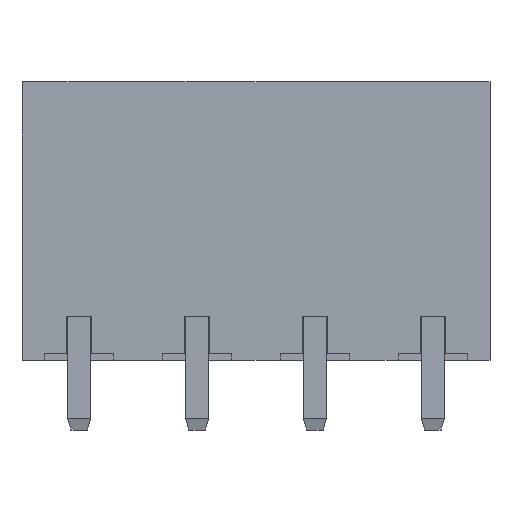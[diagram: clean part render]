
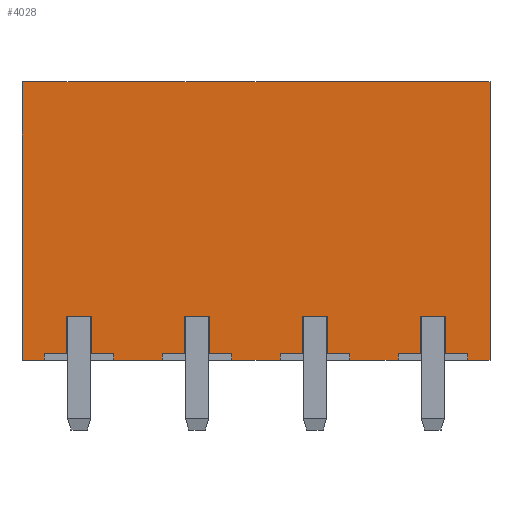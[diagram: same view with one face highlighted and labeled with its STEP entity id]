
A CAD part, front view. The second image highlights one B-rep face of the part: STEP entity #4028.
In plain terms, the highlighted planar face has unit normal (0, -1, 0).
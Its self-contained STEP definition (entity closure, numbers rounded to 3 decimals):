
#238=FACE_OUTER_BOUND('',#462,.T.);
#462=EDGE_LOOP('',(#3192,#3193,#3194,#3195,#3196,#3197,#3198,#3199,#3200,
#3201,#3202,#3203,#3204,#3205,#3206,#3207,#3208,#3209,#3210,#3211,#3212,
#3213,#3214,#3215,#3216,#3217,#3218,#3219,#3220,#3221,#3222,#3223,#3224,
#3225,#3226,#3227));
#652=LINE('',#5703,#1172);
#658=LINE('',#5715,#1178);
#661=LINE('',#5720,#1181);
#667=LINE('',#5734,#1187);
#675=LINE('',#5749,#1195);
#676=LINE('',#5751,#1196);
#692=LINE('',#5785,#1212);
#700=LINE('',#5800,#1220);
#701=LINE('',#5802,#1221);
#702=LINE('',#5803,#1222);
#706=LINE('',#5812,#1226);
#708=LINE('',#5818,#1228);
#713=LINE('',#5826,#1233);
#714=LINE('',#5827,#1234);
#743=LINE('',#5889,#1263);
#850=LINE('',#6157,#1370);
#852=LINE('',#6163,#1372);
#857=LINE('',#6171,#1377);
#865=LINE('',#6188,#1385);
#870=LINE('',#6199,#1390);
#872=LINE('',#6202,#1392);
#887=LINE('',#6233,#1407);
#888=LINE('',#6235,#1408);
#889=LINE('',#6237,#1409);
#890=LINE('',#6239,#1410);
#891=LINE('',#6240,#1411);
#892=LINE('',#6241,#1412);
#893=LINE('',#6242,#1413);
#894=LINE('',#6244,#1414);
#895=LINE('',#6246,#1415);
#896=LINE('',#6247,#1416);
#897=LINE('',#6249,#1417);
#898=LINE('',#6251,#1418);
#899=LINE('',#6253,#1419);
#900=LINE('',#6255,#1420);
#901=LINE('',#6256,#1421);
#1172=VECTOR('',#4624,10.);
#1178=VECTOR('',#4632,10.);
#1181=VECTOR('',#4639,10.);
#1187=VECTOR('',#4647,10.);
#1195=VECTOR('',#4659,10.);
#1196=VECTOR('',#4662,10.);
#1212=VECTOR('',#4688,10.);
#1220=VECTOR('',#4700,10.);
#1221=VECTOR('',#4703,10.);
#1222=VECTOR('',#4704,10.);
#1226=VECTOR('',#4710,10.);
#1228=VECTOR('',#4714,10.);
#1233=VECTOR('',#4723,10.);
#1234=VECTOR('',#4724,10.);
#1263=VECTOR('',#4771,10.);
#1370=VECTOR('',#5028,10.);
#1372=VECTOR('',#5032,10.);
#1377=VECTOR('',#5041,10.);
#1385=VECTOR('',#5051,10.);
#1390=VECTOR('',#5060,10.);
#1392=VECTOR('',#5064,10.);
#1407=VECTOR('',#5089,10.);
#1408=VECTOR('',#5090,10.);
#1409=VECTOR('',#5091,10.);
#1410=VECTOR('',#5092,10.);
#1411=VECTOR('',#5093,10.);
#1412=VECTOR('',#5094,10.);
#1413=VECTOR('',#5095,10.);
#1414=VECTOR('',#5096,10.);
#1415=VECTOR('',#5097,10.);
#1416=VECTOR('',#5098,10.);
#1417=VECTOR('',#5099,10.);
#1418=VECTOR('',#5100,10.);
#1419=VECTOR('',#5101,10.);
#1420=VECTOR('',#5102,10.);
#1421=VECTOR('',#5103,10.);
#1644=VERTEX_POINT('',#5700);
#1645=VERTEX_POINT('',#5702);
#1647=VERTEX_POINT('',#5708);
#1650=VERTEX_POINT('',#5713);
#1656=VERTEX_POINT('',#5731);
#1657=VERTEX_POINT('',#5733);
#1661=VERTEX_POINT('',#5745);
#1662=VERTEX_POINT('',#5747);
#1674=VERTEX_POINT('',#5782);
#1675=VERTEX_POINT('',#5784);
#1679=VERTEX_POINT('',#5796);
#1680=VERTEX_POINT('',#5798);
#1681=VERTEX_POINT('',#5805);
#1684=VERTEX_POINT('',#5810);
#1686=VERTEX_POINT('',#5815);
#1687=VERTEX_POINT('',#5817);
#1711=VERTEX_POINT('',#5886);
#1712=VERTEX_POINT('',#5888);
#1796=VERTEX_POINT('',#6151);
#1798=VERTEX_POINT('',#6155);
#1799=VERTEX_POINT('',#6159);
#1801=VERTEX_POINT('',#6162);
#1808=VERTEX_POINT('',#6182);
#1810=VERTEX_POINT('',#6186);
#1813=VERTEX_POINT('',#6196);
#1814=VERTEX_POINT('',#6198);
#1825=VERTEX_POINT('',#6232);
#1826=VERTEX_POINT('',#6234);
#1827=VERTEX_POINT('',#6236);
#1828=VERTEX_POINT('',#6238);
#1829=VERTEX_POINT('',#6243);
#1830=VERTEX_POINT('',#6245);
#1831=VERTEX_POINT('',#6248);
#1832=VERTEX_POINT('',#6250);
#1833=VERTEX_POINT('',#6252);
#1834=VERTEX_POINT('',#6254);
#2060=EDGE_CURVE('',#1645,#1644,#652,.T.);
#2066=EDGE_CURVE('',#1647,#1650,#658,.T.);
#2069=EDGE_CURVE('',#1650,#1645,#661,.T.);
#2075=EDGE_CURVE('',#1657,#1656,#667,.T.);
#2083=EDGE_CURVE('',#1661,#1662,#675,.T.);
#2084=EDGE_CURVE('',#1662,#1657,#676,.T.);
#2100=EDGE_CURVE('',#1675,#1674,#692,.T.);
#2108=EDGE_CURVE('',#1679,#1680,#700,.T.);
#2109=EDGE_CURVE('',#1644,#1679,#701,.T.);
#2110=EDGE_CURVE('',#1674,#1647,#702,.T.);
#2114=EDGE_CURVE('',#1681,#1684,#706,.T.);
#2116=EDGE_CURVE('',#1687,#1686,#708,.T.);
#2121=EDGE_CURVE('',#1686,#1661,#713,.T.);
#2122=EDGE_CURVE('',#1656,#1681,#714,.T.);
#2151=EDGE_CURVE('',#1711,#1712,#743,.T.);
#2286=EDGE_CURVE('',#1798,#1796,#850,.T.);
#2288=EDGE_CURVE('',#1799,#1801,#852,.T.);
#2293=EDGE_CURVE('',#1801,#1798,#857,.T.);
#2301=EDGE_CURVE('',#1810,#1808,#865,.T.);
#2306=EDGE_CURVE('',#1813,#1814,#870,.T.);
#2308=EDGE_CURVE('',#1814,#1810,#872,.T.);
#2323=EDGE_CURVE('',#1825,#1799,#887,.T.);
#2324=EDGE_CURVE('',#1826,#1825,#888,.T.);
#2325=EDGE_CURVE('',#1826,#1827,#889,.T.);
#2326=EDGE_CURVE('',#1827,#1828,#890,.T.);
#2327=EDGE_CURVE('',#1828,#1712,#891,.T.);
#2328=EDGE_CURVE('',#1675,#1711,#892,.T.);
#2329=EDGE_CURVE('',#1687,#1680,#893,.T.);
#2330=EDGE_CURVE('',#1829,#1684,#894,.T.);
#2331=EDGE_CURVE('',#1830,#1829,#895,.T.);
#2332=EDGE_CURVE('',#1808,#1830,#896,.T.);
#2333=EDGE_CURVE('',#1831,#1813,#897,.T.);
#2334=EDGE_CURVE('',#1832,#1831,#898,.T.);
#2335=EDGE_CURVE('',#1832,#1833,#899,.T.);
#2336=EDGE_CURVE('',#1834,#1833,#900,.T.);
#2337=EDGE_CURVE('',#1796,#1834,#901,.T.);
#3192=ORIENTED_EDGE('',*,*,#2288,.F.);
#3193=ORIENTED_EDGE('',*,*,#2323,.F.);
#3194=ORIENTED_EDGE('',*,*,#2324,.F.);
#3195=ORIENTED_EDGE('',*,*,#2325,.T.);
#3196=ORIENTED_EDGE('',*,*,#2326,.T.);
#3197=ORIENTED_EDGE('',*,*,#2327,.T.);
#3198=ORIENTED_EDGE('',*,*,#2151,.F.);
#3199=ORIENTED_EDGE('',*,*,#2328,.F.);
#3200=ORIENTED_EDGE('',*,*,#2100,.T.);
#3201=ORIENTED_EDGE('',*,*,#2110,.T.);
#3202=ORIENTED_EDGE('',*,*,#2066,.T.);
#3203=ORIENTED_EDGE('',*,*,#2069,.T.);
#3204=ORIENTED_EDGE('',*,*,#2060,.T.);
#3205=ORIENTED_EDGE('',*,*,#2109,.T.);
#3206=ORIENTED_EDGE('',*,*,#2108,.T.);
#3207=ORIENTED_EDGE('',*,*,#2329,.F.);
#3208=ORIENTED_EDGE('',*,*,#2116,.T.);
#3209=ORIENTED_EDGE('',*,*,#2121,.T.);
#3210=ORIENTED_EDGE('',*,*,#2083,.T.);
#3211=ORIENTED_EDGE('',*,*,#2084,.T.);
#3212=ORIENTED_EDGE('',*,*,#2075,.T.);
#3213=ORIENTED_EDGE('',*,*,#2122,.T.);
#3214=ORIENTED_EDGE('',*,*,#2114,.T.);
#3215=ORIENTED_EDGE('',*,*,#2330,.F.);
#3216=ORIENTED_EDGE('',*,*,#2331,.F.);
#3217=ORIENTED_EDGE('',*,*,#2332,.F.);
#3218=ORIENTED_EDGE('',*,*,#2301,.F.);
#3219=ORIENTED_EDGE('',*,*,#2308,.F.);
#3220=ORIENTED_EDGE('',*,*,#2306,.F.);
#3221=ORIENTED_EDGE('',*,*,#2333,.F.);
#3222=ORIENTED_EDGE('',*,*,#2334,.F.);
#3223=ORIENTED_EDGE('',*,*,#2335,.T.);
#3224=ORIENTED_EDGE('',*,*,#2336,.F.);
#3225=ORIENTED_EDGE('',*,*,#2337,.F.);
#3226=ORIENTED_EDGE('',*,*,#2286,.F.);
#3227=ORIENTED_EDGE('',*,*,#2293,.F.);
#3814=PLANE('',#4292);
#4028=ADVANCED_FACE('',(#238),#3814,.F.);
#4292=AXIS2_PLACEMENT_3D('',#6231,#5087,#5088);
#4624=DIRECTION('',(0.,0.,-1.));
#4632=DIRECTION('',(0.,0.,1.));
#4639=DIRECTION('',(1.,0.,0.));
#4647=DIRECTION('',(0.,0.,-1.));
#4659=DIRECTION('',(0.,0.,1.));
#4662=DIRECTION('',(1.,0.,0.));
#4688=DIRECTION('',(0.,0.,1.));
#4700=DIRECTION('',(0.,0.,-1.));
#4703=DIRECTION('',(1.,0.,0.));
#4704=DIRECTION('',(1.,0.,0.));
#4710=DIRECTION('',(0.,0.,-1.));
#4714=DIRECTION('',(0.,0.,1.));
#4723=DIRECTION('',(1.,0.,0.));
#4724=DIRECTION('',(1.,0.,0.));
#4771=DIRECTION('',(0.,0.,1.));
#5028=DIRECTION('',(0.,0.,-1.));
#5032=DIRECTION('',(0.,0.,1.));
#5041=DIRECTION('',(-1.,0.,0.));
#5051=DIRECTION('',(0.,0.,-1.));
#5060=DIRECTION('',(0.,0.,1.));
#5064=DIRECTION('',(-1.,0.,0.));
#5087=DIRECTION('center_axis',(0.,1.,0.));
#5088=DIRECTION('ref_axis',(1.,0.,0.));
#5089=DIRECTION('',(-1.,0.,0.));
#5090=DIRECTION('',(0.,0.,1.));
#5091=DIRECTION('',(1.,0.,0.));
#5092=DIRECTION('',(0.,0.,1.));
#5093=DIRECTION('',(-1.,0.,0.));
#5094=DIRECTION('',(-1.,0.,0.));
#5095=DIRECTION('',(-1.,0.,0.));
#5096=DIRECTION('',(-1.,0.,0.));
#5097=DIRECTION('',(0.,0.,-1.));
#5098=DIRECTION('',(-1.,0.,0.));
#5099=DIRECTION('',(-1.,0.,0.));
#5100=DIRECTION('',(0.,0.,1.));
#5101=DIRECTION('',(1.,0.,0.));
#5102=DIRECTION('',(0.,0.,-1.));
#5103=DIRECTION('',(-1.,0.,0.));
#5700=CARTESIAN_POINT('',(3.01,10.,-0.7));
#5702=CARTESIAN_POINT('',(3.01,10.,0.9));
#5703=CARTESIAN_POINT('',(3.01,10.,-0.5));
#5708=CARTESIAN_POINT('',(1.91,10.,-0.7));
#5713=CARTESIAN_POINT('',(1.91,10.,0.9));
#5715=CARTESIAN_POINT('',(1.91,10.,-0.5));
#5720=CARTESIAN_POINT('',(7.5,10.,0.9));
#5731=CARTESIAN_POINT('',(8.09,10.,-0.7));
#5733=CARTESIAN_POINT('',(8.09,10.,0.9));
#5734=CARTESIAN_POINT('',(8.09,10.,-0.5));
#5745=CARTESIAN_POINT('',(6.99,10.,-0.7));
#5747=CARTESIAN_POINT('',(6.99,10.,0.9));
#5749=CARTESIAN_POINT('',(6.99,10.,-0.5));
#5751=CARTESIAN_POINT('',(7.5,10.,0.9));
#5782=CARTESIAN_POINT('',(0.96,10.,-0.7));
#5784=CARTESIAN_POINT('',(0.96,10.,-1.));
#5785=CARTESIAN_POINT('',(0.96,10.,-0.5));
#5796=CARTESIAN_POINT('',(3.96,10.,-0.7));
#5798=CARTESIAN_POINT('',(3.96,10.,-1.));
#5800=CARTESIAN_POINT('',(3.96,10.,-0.5));
#5802=CARTESIAN_POINT('',(7.5,10.,-0.7));
#5803=CARTESIAN_POINT('',(7.5,10.,-0.7));
#5805=CARTESIAN_POINT('',(9.04,10.,-0.7));
#5810=CARTESIAN_POINT('',(9.04,10.,-1.));
#5812=CARTESIAN_POINT('',(9.04,10.,-0.5));
#5815=CARTESIAN_POINT('',(6.04,10.,-0.7));
#5817=CARTESIAN_POINT('',(6.04,10.,-1.));
#5818=CARTESIAN_POINT('',(6.04,10.,-0.5));
#5826=CARTESIAN_POINT('',(7.5,10.,-0.7));
#5827=CARTESIAN_POINT('',(7.5,10.,-0.7));
#5886=CARTESIAN_POINT('',(0.,10.,-1.));
#5888=CARTESIAN_POINT('',(0.,10.,11.));
#5889=CARTESIAN_POINT('',(0.,10.,0.));
#6151=CARTESIAN_POINT('',(17.15,10.,-0.7));
#6155=CARTESIAN_POINT('',(17.15,10.,0.9));
#6157=CARTESIAN_POINT('',(17.15,10.,-0.5));
#6159=CARTESIAN_POINT('',(18.25,10.,-0.7));
#6162=CARTESIAN_POINT('',(18.25,10.,0.9));
#6163=CARTESIAN_POINT('',(18.25,10.,-0.5));
#6171=CARTESIAN_POINT('',(12.66,10.,0.9));
#6182=CARTESIAN_POINT('',(12.07,10.,-0.7));
#6186=CARTESIAN_POINT('',(12.07,10.,0.9));
#6188=CARTESIAN_POINT('',(12.07,10.,-0.5));
#6196=CARTESIAN_POINT('',(13.17,10.,-0.7));
#6198=CARTESIAN_POINT('',(13.17,10.,0.9));
#6199=CARTESIAN_POINT('',(13.17,10.,-0.5));
#6202=CARTESIAN_POINT('',(12.66,10.,0.9));
#6231=CARTESIAN_POINT('Origin',(10.16,10.,0.));
#6232=CARTESIAN_POINT('',(19.2,10.,-0.7));
#6233=CARTESIAN_POINT('',(12.66,10.,-0.7));
#6234=CARTESIAN_POINT('',(19.2,10.,-1.));
#6235=CARTESIAN_POINT('',(19.2,10.,-0.5));
#6236=CARTESIAN_POINT('',(20.16,10.,-1.));
#6237=CARTESIAN_POINT('',(20.16,10.,-1.));
#6238=CARTESIAN_POINT('',(20.16,10.,11.));
#6239=CARTESIAN_POINT('',(20.16,10.,0.));
#6240=CARTESIAN_POINT('',(20.16,10.,11.));
#6241=CARTESIAN_POINT('',(0.,10.,-1.));
#6242=CARTESIAN_POINT('',(0.,10.,-1.));
#6243=CARTESIAN_POINT('',(11.12,10.,-1.));
#6244=CARTESIAN_POINT('',(0.,10.,-1.));
#6245=CARTESIAN_POINT('',(11.12,10.,-0.7));
#6246=CARTESIAN_POINT('',(11.12,10.,-0.5));
#6247=CARTESIAN_POINT('',(12.66,10.,-0.7));
#6248=CARTESIAN_POINT('',(14.12,10.,-0.7));
#6249=CARTESIAN_POINT('',(12.66,10.,-0.7));
#6250=CARTESIAN_POINT('',(14.12,10.,-1.));
#6251=CARTESIAN_POINT('',(14.12,10.,-0.5));
#6252=CARTESIAN_POINT('',(16.2,10.,-1.));
#6253=CARTESIAN_POINT('',(20.16,10.,-1.));
#6254=CARTESIAN_POINT('',(16.2,10.,-0.7));
#6255=CARTESIAN_POINT('',(16.2,10.,-0.5));
#6256=CARTESIAN_POINT('',(12.66,10.,-0.7));
